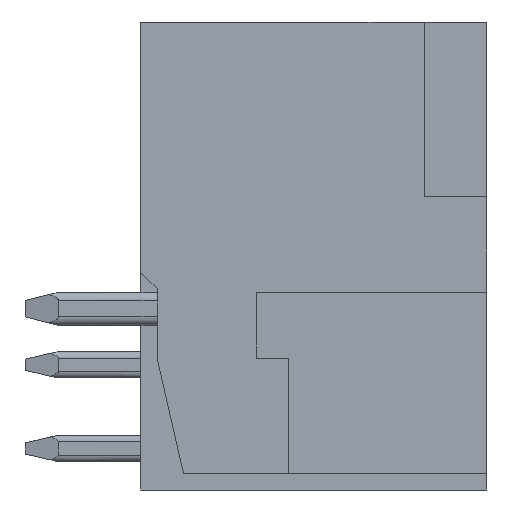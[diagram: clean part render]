
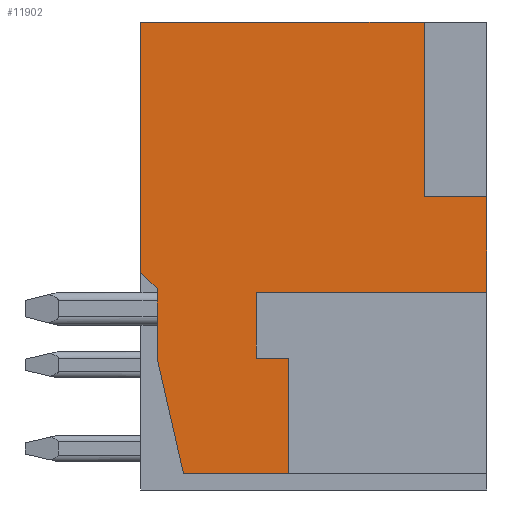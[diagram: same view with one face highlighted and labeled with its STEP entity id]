
A CAD part, front view. The second image highlights one B-rep face of the part: STEP entity #11902.
In plain terms, the highlighted planar face has unit normal (0, -1, 0).
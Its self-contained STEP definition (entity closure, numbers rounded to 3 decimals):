
#118=DIRECTION('',(1.,0.,0.));
#119=VECTOR('',#118,7.);
#120=CARTESIAN_POINT('',(-1.75,-22.83,-1.1));
#121=LINE('',#120,#119);
#582=DIRECTION('',(0.223,0.,-0.975));
#583=VECTOR('',#582,3.59);
#584=CARTESIAN_POINT('',(-4.75,-22.83,-3.1));
#585=LINE('',#584,#583);
#586=DIRECTION('',(0.,0.,1.));
#587=VECTOR('',#586,2.1);
#588=CARTESIAN_POINT('',(-4.75,-22.83,-3.1));
#589=LINE('',#588,#587);
#590=DIRECTION('',(0.707,0.,-0.707));
#591=VECTOR('',#590,0.707);
#592=CARTESIAN_POINT('',(-5.25,-22.83,-0.5));
#593=LINE('',#592,#591);
#594=DIRECTION('',(0.,0.,-1.));
#595=VECTOR('',#594,7.6);
#596=CARTESIAN_POINT('',(-5.25,-22.83,7.1));
#597=LINE('',#596,#595);
#598=DIRECTION('',(-1.,0.,0.));
#599=VECTOR('',#598,8.6);
#600=CARTESIAN_POINT('',(3.35,-22.83,7.1));
#601=LINE('',#600,#599);
#602=DIRECTION('',(0.,0.,-1.));
#603=VECTOR('',#602,5.3);
#604=CARTESIAN_POINT('',(3.35,-22.83,7.1));
#605=LINE('',#604,#603);
#606=DIRECTION('',(-1.,0.,0.));
#607=VECTOR('',#606,1.9);
#608=CARTESIAN_POINT('',(5.25,-22.83,1.8));
#609=LINE('',#608,#607);
#610=DIRECTION('',(0.,0.,1.));
#611=VECTOR('',#610,2.9);
#612=CARTESIAN_POINT('',(5.25,-22.83,-1.1));
#613=LINE('',#612,#611);
#614=DIRECTION('',(0.,0.,-1.));
#615=VECTOR('',#614,2.);
#616=CARTESIAN_POINT('',(-1.75,-22.83,-1.1));
#617=LINE('',#616,#615);
#618=DIRECTION('',(1.,0.,0.));
#619=VECTOR('',#618,1.);
#620=CARTESIAN_POINT('',(-1.75,-22.83,-3.1));
#621=LINE('',#620,#619);
#622=DIRECTION('',(0.,0.,1.));
#623=VECTOR('',#622,3.5);
#624=CARTESIAN_POINT('',(-0.75,-22.83,-6.6));
#625=LINE('',#624,#623);
#626=DIRECTION('',(1.,0.,0.));
#627=VECTOR('',#626,3.2);
#628=CARTESIAN_POINT('',(-3.95,-22.83,-6.6));
#629=LINE('',#628,#627);
#8925=CARTESIAN_POINT('',(-5.25,-22.83,7.1));
#8927=VERTEX_POINT('',#8925);
#8955=CARTESIAN_POINT('',(3.35,-22.83,7.1));
#8956=VERTEX_POINT('',#8955);
#8957=CARTESIAN_POINT('',(5.25,-22.83,1.8));
#8959=VERTEX_POINT('',#8957);
#8967=CARTESIAN_POINT('',(3.35,-22.83,1.8));
#8968=VERTEX_POINT('',#8967);
#9007=CARTESIAN_POINT('',(5.25,-22.83,-1.1));
#9008=VERTEX_POINT('',#9007);
#9013=CARTESIAN_POINT('',(-1.75,-22.83,-3.1));
#9014=CARTESIAN_POINT('',(-0.75,-22.83,-3.1));
#9015=VERTEX_POINT('',#9013);
#9016=VERTEX_POINT('',#9014);
#9019=CARTESIAN_POINT('',(-0.75,-22.83,-6.6));
#9020=VERTEX_POINT('',#9019);
#9021=CARTESIAN_POINT('',(-1.75,-22.83,-1.1));
#9022=VERTEX_POINT('',#9021);
#9025=CARTESIAN_POINT('',(-5.25,-22.83,-0.5));
#9026=CARTESIAN_POINT('',(-4.75,-22.83,-1.));
#9027=VERTEX_POINT('',#9025);
#9028=VERTEX_POINT('',#9026);
#9041=CARTESIAN_POINT('',(-4.75,-22.83,-3.1));
#9042=CARTESIAN_POINT('',(-3.95,-22.83,-6.6));
#9043=VERTEX_POINT('',#9041);
#9044=VERTEX_POINT('',#9042);
#11874=CARTESIAN_POINT('',(0.,-22.83,0.));
#11875=DIRECTION('',(0.,-1.,0.));
#11876=DIRECTION('',(1.,0.,0.));
#11877=AXIS2_PLACEMENT_3D('',#11874,#11875,#11876);
#11878=PLANE('',#11877);
#11879=ORIENTED_EDGE('',*,*,#11865,.F.);
#11880=ORIENTED_EDGE('',*,*,#11805,.T.);
#11882=ORIENTED_EDGE('',*,*,#11881,.F.);
#11884=ORIENTED_EDGE('',*,*,#11883,.F.);
#11886=ORIENTED_EDGE('',*,*,#11885,.F.);
#11888=ORIENTED_EDGE('',*,*,#11887,.T.);
#11890=ORIENTED_EDGE('',*,*,#11889,.F.);
#11892=ORIENTED_EDGE('',*,*,#11891,.F.);
#11893=ORIENTED_EDGE('',*,*,#11306,.F.);
#11894=ORIENTED_EDGE('',*,*,#11364,.T.);
#11896=ORIENTED_EDGE('',*,*,#11895,.T.);
#11898=ORIENTED_EDGE('',*,*,#11897,.F.);
#11899=ORIENTED_EDGE('',*,*,#11487,.F.);
#11900=EDGE_LOOP('',(#11879,#11880,#11882,#11884,#11886,#11888,#11890,#11892,
#11893,#11894,#11896,#11898,#11899));
#11901=FACE_OUTER_BOUND('',#11900,.F.);
#11902=ADVANCED_FACE('',(#11901),#11878,.T.);
#11306=EDGE_CURVE('',#9022,#9008,#121,.T.);
#11364=EDGE_CURVE('',#9022,#9015,#617,.T.);
#11487=EDGE_CURVE('',#9044,#9020,#629,.T.);
#11805=EDGE_CURVE('',#9043,#9028,#589,.T.);
#11865=EDGE_CURVE('',#9043,#9044,#585,.T.);
#11881=EDGE_CURVE('',#9027,#9028,#593,.T.);
#11883=EDGE_CURVE('',#8927,#9027,#597,.T.);
#11885=EDGE_CURVE('',#8956,#8927,#601,.T.);
#11887=EDGE_CURVE('',#8956,#8968,#605,.T.);
#11889=EDGE_CURVE('',#8959,#8968,#609,.T.);
#11891=EDGE_CURVE('',#9008,#8959,#613,.T.);
#11895=EDGE_CURVE('',#9015,#9016,#621,.T.);
#11897=EDGE_CURVE('',#9020,#9016,#625,.T.);
